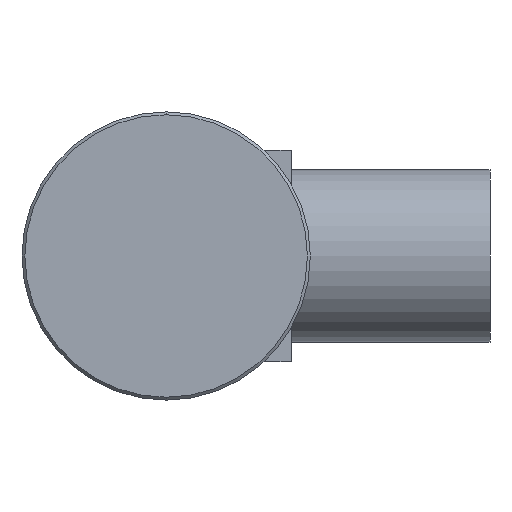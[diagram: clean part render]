
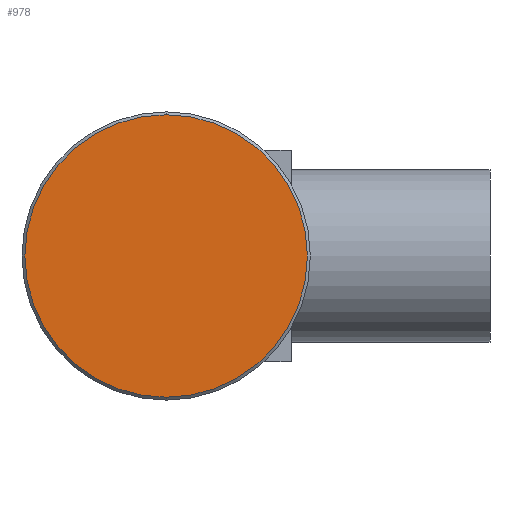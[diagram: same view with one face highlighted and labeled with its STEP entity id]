
A CAD part, left-side view. The second image highlights one B-rep face of the part: STEP entity #978.
In plain terms, the highlighted planar face has unit normal (-1, 0, 0).
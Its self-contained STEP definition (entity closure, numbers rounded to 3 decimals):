
#135 = AXIS2_PLACEMENT_3D ( 'NONE', #1028, #654, #486 ) ;
#169 = CIRCLE ( 'NONE', #1184, 14.7 ) ;
#345 = DIRECTION ( 'NONE',  ( 1., 0., 0. ) ) ;
#362 = CARTESIAN_POINT ( 'NONE',  ( 0., 0., 0. ) ) ;
#383 = CIRCLE ( 'NONE', #135, 14.7 ) ;
#449 = CARTESIAN_POINT ( 'NONE',  ( 0., 0., 0. ) ) ;
#459 = DIRECTION ( 'NONE',  ( -1., 0., 0. ) ) ;
#475 = CARTESIAN_POINT ( 'NONE',  ( 0., 0., -14.7 ) ) ;
#486 = DIRECTION ( 'NONE',  ( 0., 0., 1. ) ) ;
#495 = ORIENTED_EDGE ( 'NONE', *, *, #1084, .T. ) ;
#547 = AXIS2_PLACEMENT_3D ( 'NONE', #449, #345, #1208 ) ;
#654 = DIRECTION ( 'NONE',  ( -1., 0., 0. ) ) ;
#705 = VERTEX_POINT ( 'NONE', #475 ) ;
#711 = VERTEX_POINT ( 'NONE', #757 ) ;
#744 = EDGE_LOOP ( 'NONE', ( #908, #495 ) ) ;
#757 = CARTESIAN_POINT ( 'NONE',  ( 0., 0., 14.7 ) ) ;
#905 = PLANE ( 'NONE',  #547 ) ;
#908 = ORIENTED_EDGE ( 'NONE', *, *, #1220, .T. ) ;
#978 = ADVANCED_FACE ( 'NONE', ( #1183 ), #905, .F. ) ;
#1028 = CARTESIAN_POINT ( 'NONE',  ( 0., 0., 0. ) ) ;
#1084 = EDGE_CURVE ( 'NONE', #711, #705, #169, .T. ) ;
#1116 = DIRECTION ( 'NONE',  ( 0., 0., 1. ) ) ;
#1183 = FACE_OUTER_BOUND ( 'NONE', #744, .T. ) ;
#1184 = AXIS2_PLACEMENT_3D ( 'NONE', #362, #459, #1116 ) ;
#1208 = DIRECTION ( 'NONE',  ( 0., 0., -1. ) ) ;
#1220 = EDGE_CURVE ( 'NONE', #705, #711, #383, .T. ) ;
